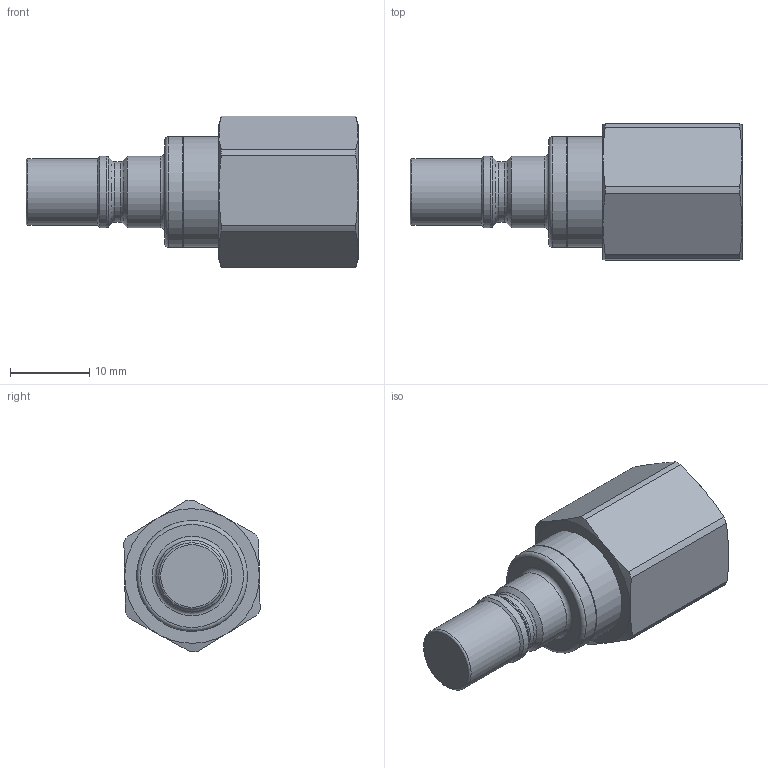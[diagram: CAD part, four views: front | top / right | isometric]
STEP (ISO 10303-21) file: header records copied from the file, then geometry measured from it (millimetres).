
FILE_DESCRIPTION((''),'2;1');
FILE_NAME('204sliw13evx.stp','2014-04-09T12:51:41',('IA176480'),(''),'Autodesk Inventor 2013','Autodesk Inventor 2013','');
FILE_SCHEMA(('AUTOMOTIVE_DESIGN { 1 0 10303 214 1 1 1 1 }'));
Length unit declared in the file: millimetre
Products named in the file (1): D110034
Bounding box: 41.9 x 17.2 x 19.15 mm (x, y, z)
Volume: 5481 mm3; surface area: 2690.2 mm2
Topology: 1 solids, 3 shells, 57 faces, 119 edges, 70 vertices
Faces by surface type: cone 19, cylinder 16, plane 14, torus 8
Full cylindrical faces by diameter (mm): 6.796 x1, 7.6 x2, 8.4 x1, 9 x2, 11.445 x1, 12.197 x1, 14 x2
Entity records: 1419 total; most frequent: CARTESIAN_POINT 264, DIRECTION 238, ORIENTED_EDGE 182, AXIS2_PLACEMENT_3D 113, EDGE_CURVE 91, EDGE_LOOP 88, VERTEX_POINT 67, FACE_OUTER_BOUND 57
